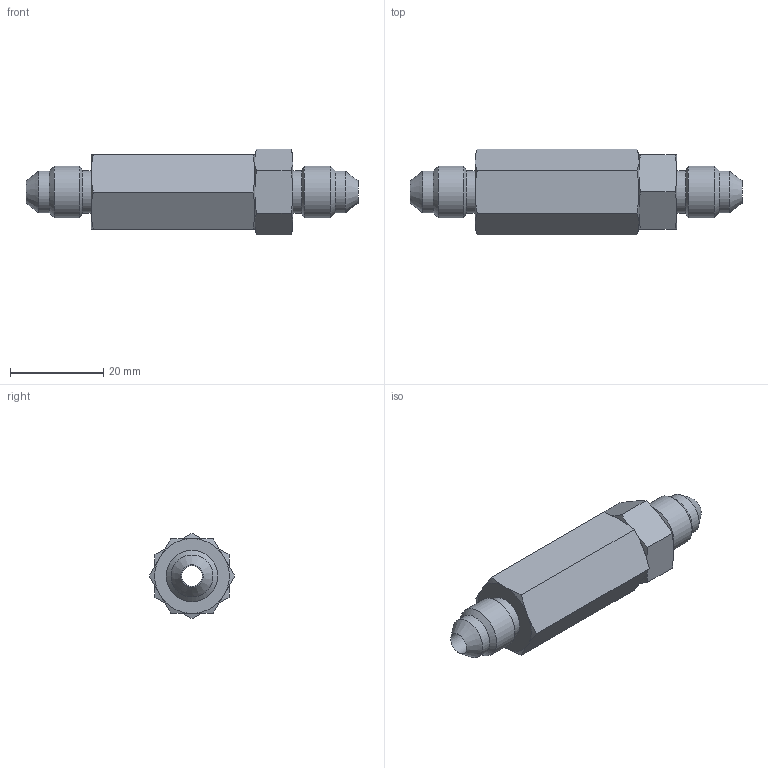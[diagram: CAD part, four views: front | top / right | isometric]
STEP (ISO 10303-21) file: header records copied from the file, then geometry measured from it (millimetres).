
FILE_DESCRIPTION(/* description */ (''),/* implementation_level */ '2;1');
FILE_NAME(/* name */ '10412-604.stp',/* time_stamp */ '2016-11-14T14:53:34-06:00',/* author */ ('jml'),/* organization */ (''),/* preprocessor_version */ 'ST-DEVELOPER v16.1',/* originating_system */ 'Autodesk Inventor 2016',/* authorisation */ '');
FILE_SCHEMA (('AUTOMOTIVE_DESIGN { 1 0 10303 214 3 1 1 }'));
Length unit declared in the file: inch
Products named in the file (3): 220644; 990115; 10412-604
Assembly tree (2 placements, depth 2):
  10412-604
    220644
    990115
Bounding box: 71.12 x 18.33 x 18.33 mm (x, y, z)
Volume: 9816.5 mm3; surface area: 5961.8 mm2
Topology: 3 solids, 3 shells, 68 faces, 153 edges, 93 vertices
Faces by surface type: cone 35, plane 20, cylinder 11, torus 2
Full cylindrical faces by diameter (mm): 4.369 x1, 4.775 x1, 8.992 x2, 9.169 x2, 9.296 x1, 9.728 x1, 11.1 x3
Entity records: 1779 total; most frequent: CARTESIAN_POINT 386, DIRECTION 280, ORIENTED_EDGE 254, AXIS2_PLACEMENT_3D 128, EDGE_CURVE 127, EDGE_LOOP 99, VERTEX_POINT 90, FACE_OUTER_BOUND 68
